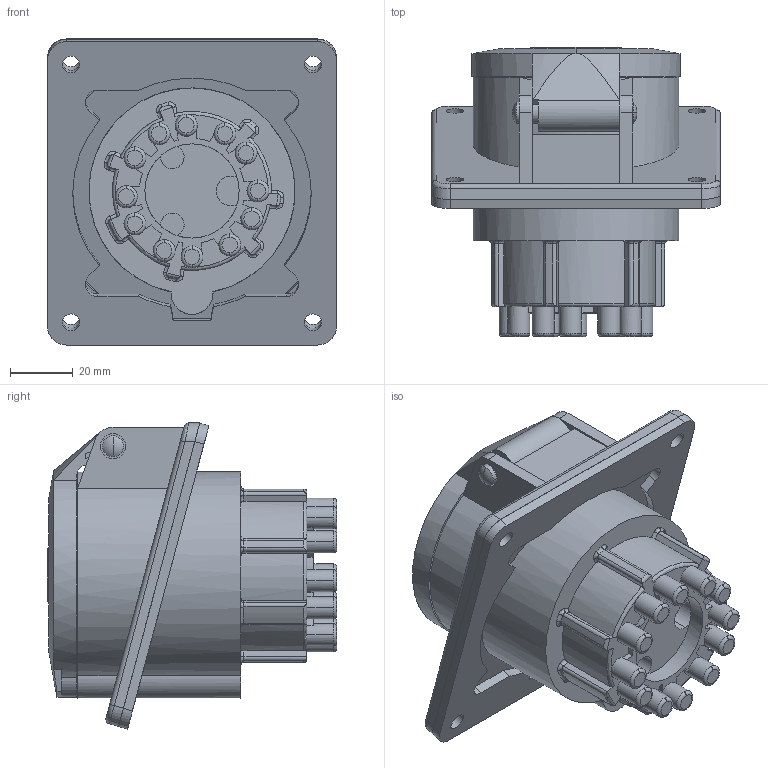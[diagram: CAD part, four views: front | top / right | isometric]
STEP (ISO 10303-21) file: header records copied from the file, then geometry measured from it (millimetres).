
FILE_DESCRIPTION(('Creo Elements/Direct Modeling STEP Export'),'2;1');
FILE_NAME('0ln7tug5rql74ca1560','2023-07-21T10:28:36',(''),(''),'Creo Elements/Direct Modeling STEP processor for AP214 (Solid Model)','Creo Elements/Direct Modeling 20.1B 02-Apr-2019 (C) Parametric Technology GmbH','');
FILE_SCHEMA(('AUTOMOTIVE_DESIGN { 1 0 10303 214 1 1 1 1 }'));
Length unit declared in the file: millimetre
Products named in the file (3): PE_3293_PI.01; PE_3293_PI.02; PE 3293 PI
Assembly tree (2 placements, depth 2):
  PE 3293 PI
    PE_3293_PI.02
    PE_3293_PI.01
Bounding box: 92 x 92.1 x 97.47 mm (x, y, z)
Volume: 204848.4 mm3; surface area: 91802.4 mm2
Topology: 2 solids, 14 shells, 1004 faces, 2783 edges, 1832 vertices
Faces by surface type: plane 663, cylinder 223, torus 67, cone 47, revolution 2, bspline 2
Entity records: 42067 total; most frequent: CARTESIAN_POINT 9115, ORIENTED_EDGE 5576, DIRECTION 4794, EDGE_CURVE 2779, VECTOR 1909, LINE 1909, VERTEX_POINT 1832, AXIS2_PLACEMENT_3D 1442
